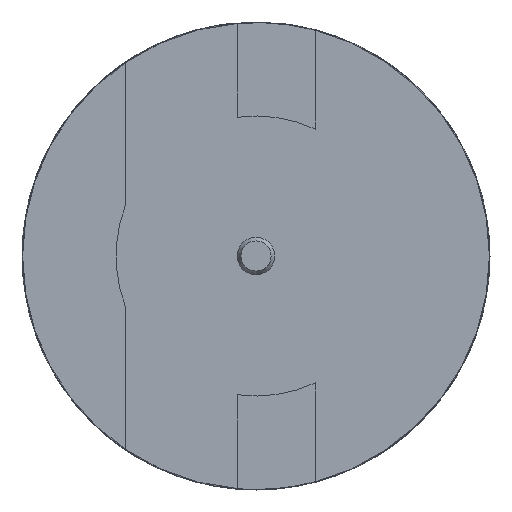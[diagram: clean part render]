
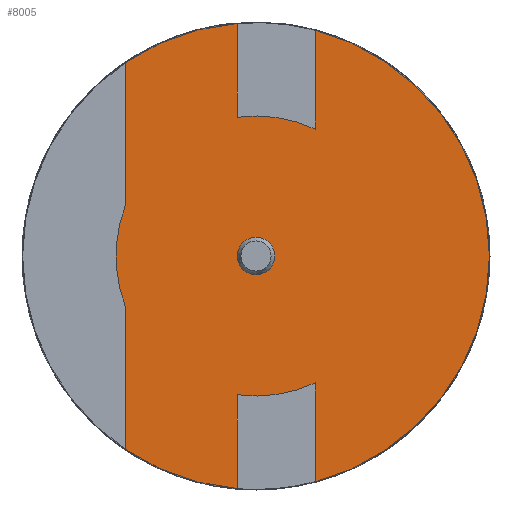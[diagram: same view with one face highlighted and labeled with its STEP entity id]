
A CAD part, front view. The second image highlights one B-rep face of the part: STEP entity #8005.
In plain terms, the highlighted planar face has unit normal (0, -1, 0).
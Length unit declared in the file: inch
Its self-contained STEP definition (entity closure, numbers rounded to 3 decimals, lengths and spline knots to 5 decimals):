
#16 = VERTEX_POINT ( 'NONE', #4121 ) ;
#94 = EDGE_LOOP ( 'NONE', ( #5385, #1305, #7143, #6360, #7867, #1159, #6278, #765, #6062, #458, #7729, #329 ) ) ;
#130 = AXIS2_PLACEMENT_3D ( 'NONE', #8165, #3060, #7326 ) ;
#260 = CIRCLE ( 'NONE', #3148, 0.08858 ) ;
#273 = CARTESIAN_POINT ( 'NONE',  ( -0.01181, -0.05906, 0.14716 ) ) ;
#329 = ORIENTED_EDGE ( 'NONE', *, *, #5332, .F. ) ;
#372 = VECTOR ( 'NONE', #5108, 39.37008 ) ;
#432 = CARTESIAN_POINT ( 'NONE',  ( 0.0374, -0.05906, -0.0803 ) ) ;
#458 = ORIENTED_EDGE ( 'NONE', *, *, #6228, .F. ) ;
#548 = VERTEX_POINT ( 'NONE', #1989 ) ;
#765 = ORIENTED_EDGE ( 'NONE', *, *, #7108, .F. ) ;
#897 = CIRCLE ( 'NONE', #130, 0.14764 ) ;
#919 = FACE_OUTER_BOUND ( 'NONE', #94, .T. ) ;
#975 = CARTESIAN_POINT ( 'NONE',  ( 0.0374, -0.05906, 0.0803 ) ) ;
#989 = LINE ( 'NONE', #6948, #8376 ) ;
#1039 = EDGE_CURVE ( 'NONE', #2603, #9037, #4728, .T. ) ;
#1064 = ORIENTED_EDGE ( 'NONE', *, *, #8772, .T. ) ;
#1150 = DIRECTION ( 'NONE',  ( 0., 0., 1. ) ) ;
#1156 = CARTESIAN_POINT ( 'NONE',  ( 0.0374, -0.05906, 0.0803 ) ) ;
#1159 = ORIENTED_EDGE ( 'NONE', *, *, #3198, .F. ) ;
#1160 = EDGE_CURVE ( 'NONE', #2603, #2057, #8699, .T. ) ;
#1305 = ORIENTED_EDGE ( 'NONE', *, *, #9354, .F. ) ;
#1434 = DIRECTION ( 'NONE',  ( 0., -1., 0. ) ) ;
#1549 = DIRECTION ( 'NONE',  ( 0., 0., 1. ) ) ;
#1590 = PLANE ( 'NONE',  #7231 ) ;
#1687 = LINE ( 'NONE', #975, #6621 ) ;
#1728 = DIRECTION ( 'NONE',  ( 1., 0., 0. ) ) ;
#1741 = CIRCLE ( 'NONE', #2802, 0.08858 ) ;
#1774 = CARTESIAN_POINT ( 'NONE',  ( -0.01181, -0.05906, 0.08779 ) ) ;
#1989 = CARTESIAN_POINT ( 'NONE',  ( 0., -0.05906, 0.01181 ) ) ;
#2057 = VERTEX_POINT ( 'NONE', #6438 ) ;
#2429 = VERTEX_POINT ( 'NONE', #273 ) ;
#2467 = CARTESIAN_POINT ( 'NONE',  ( -0.08268, -0.05906, 0.0318 ) ) ;
#2506 = AXIS2_PLACEMENT_3D ( 'NONE', #7674, #1434, #8522 ) ;
#2603 = VERTEX_POINT ( 'NONE', #8406 ) ;
#2745 = VERTEX_POINT ( 'NONE', #9119 ) ;
#2791 = DIRECTION ( 'NONE',  ( 1., 0., 0. ) ) ;
#2802 = AXIS2_PLACEMENT_3D ( 'NONE', #6492, #5118, #8018 ) ;
#2815 = AXIS2_PLACEMENT_3D ( 'NONE', #4354, #8712, #3738 ) ;
#2990 = CARTESIAN_POINT ( 'NONE',  ( 0., -0.05906, 0. ) ) ;
#3006 = CARTESIAN_POINT ( 'NONE',  ( -0.01181, -0.05906, -0.08779 ) ) ;
#3060 = DIRECTION ( 'NONE',  ( 0., -1., 0. ) ) ;
#3148 = AXIS2_PLACEMENT_3D ( 'NONE', #6415, #4904, #2791 ) ;
#3198 = EDGE_CURVE ( 'NONE', #4609, #2057, #8723, .T. ) ;
#3277 = CIRCLE ( 'NONE', #4174, 0.14764 ) ;
#3293 = DIRECTION ( 'NONE',  ( 0., 1., 0. ) ) ;
#3308 = CARTESIAN_POINT ( 'NONE',  ( -0.08268, -0.05906, -0.0318 ) ) ;
#3314 = EDGE_CURVE ( 'NONE', #9037, #4634, #1741, .T. ) ;
#3322 = AXIS2_PLACEMENT_3D ( 'NONE', #6980, #3293, #6164 ) ;
#3346 = LINE ( 'NONE', #4803, #6159 ) ;
#3495 = DIRECTION ( 'NONE',  ( 0., 0., 1. ) ) ;
#3651 = LINE ( 'NONE', #3833, #372 ) ;
#3738 = DIRECTION ( 'NONE',  ( 0., 0., 1. ) ) ;
#3793 = CARTESIAN_POINT ( 'NONE',  ( -0.01181, -0.05906, -0.08779 ) ) ;
#3833 = CARTESIAN_POINT ( 'NONE',  ( 0.0374, -0.05906, -0.15297 ) ) ;
#4121 = CARTESIAN_POINT ( 'NONE',  ( -0.08268, -0.05906, 0.12232 ) ) ;
#4174 = AXIS2_PLACEMENT_3D ( 'NONE', #2990, #5006, #4485 ) ;
#4189 = DIRECTION ( 'NONE',  ( 0., 0., -1. ) ) ;
#4354 = CARTESIAN_POINT ( 'NONE',  ( 0., -0.05906, 0. ) ) ;
#4485 = DIRECTION ( 'NONE',  ( 0., 0., 1. ) ) ;
#4609 = VERTEX_POINT ( 'NONE', #3006 ) ;
#4634 = VERTEX_POINT ( 'NONE', #2467 ) ;
#4728 = LINE ( 'NONE', #7627, #9304 ) ;
#4803 = CARTESIAN_POINT ( 'NONE',  ( -0.01181, -0.05906, 0.17717 ) ) ;
#4904 = DIRECTION ( 'NONE',  ( 0., 1., 0. ) ) ;
#4975 = EDGE_CURVE ( 'NONE', #2429, #16, #3277, .T. ) ;
#5006 = DIRECTION ( 'NONE',  ( 0., -1., 0. ) ) ;
#5072 = DIRECTION ( 'NONE',  ( 0., 0., -1. ) ) ;
#5108 = DIRECTION ( 'NONE',  ( 0., 0., 1. ) ) ;
#5118 = DIRECTION ( 'NONE',  ( 0., 1., 0. ) ) ;
#5332 = EDGE_CURVE ( 'NONE', #2429, #8184, #3346, .T. ) ;
#5385 = ORIENTED_EDGE ( 'NONE', *, *, #4975, .T. ) ;
#6062 = ORIENTED_EDGE ( 'NONE', *, *, #6280, .T. ) ;
#6159 = VECTOR ( 'NONE', #4189, 39.37008 ) ;
#6164 = DIRECTION ( 'NONE',  ( 1., 0., 0. ) ) ;
#6216 = EDGE_LOOP ( 'NONE', ( #1064 ) ) ;
#6228 = EDGE_CURVE ( 'NONE', #8258, #8118, #1687, .T. ) ;
#6278 = ORIENTED_EDGE ( 'NONE', *, *, #6641, .F. ) ;
#6280 = EDGE_CURVE ( 'NONE', #2745, #8118, #897, .T. ) ;
#6360 = ORIENTED_EDGE ( 'NONE', *, *, #1039, .F. ) ;
#6415 = CARTESIAN_POINT ( 'NONE',  ( 0., -0.05906, 0. ) ) ;
#6438 = CARTESIAN_POINT ( 'NONE',  ( -0.01181, -0.05906, -0.14716 ) ) ;
#6492 = CARTESIAN_POINT ( 'NONE',  ( 0., -0.05906, 0. ) ) ;
#6621 = VECTOR ( 'NONE', #1549, 39.37008 ) ;
#6641 = EDGE_CURVE ( 'NONE', #8082, #4609, #7399, .T. ) ;
#6823 = CARTESIAN_POINT ( 'NONE',  ( 0.0374, -0.05906, 0.14282 ) ) ;
#6885 = CIRCLE ( 'NONE', #2815, 0.01181 ) ;
#6948 = CARTESIAN_POINT ( 'NONE',  ( -0.08268, -0.05906, 0.0318 ) ) ;
#6980 = CARTESIAN_POINT ( 'NONE',  ( 0., -0.05906, 0. ) ) ;
#7108 = EDGE_CURVE ( 'NONE', #2745, #8082, #3651, .T. ) ;
#7143 = ORIENTED_EDGE ( 'NONE', *, *, #3314, .F. ) ;
#7231 = AXIS2_PLACEMENT_3D ( 'NONE', #7453, #8604, #1728 ) ;
#7326 = DIRECTION ( 'NONE',  ( 0., 0., 1. ) ) ;
#7399 = CIRCLE ( 'NONE', #3322, 0.08858 ) ;
#7453 = CARTESIAN_POINT ( 'NONE',  ( 0., -0.05906, 0. ) ) ;
#7627 = CARTESIAN_POINT ( 'NONE',  ( -0.08268, -0.05906, -0.17717 ) ) ;
#7674 = CARTESIAN_POINT ( 'NONE',  ( 0., -0.05906, 0. ) ) ;
#7729 = ORIENTED_EDGE ( 'NONE', *, *, #7763, .F. ) ;
#7763 = EDGE_CURVE ( 'NONE', #8184, #8258, #260, .T. ) ;
#7867 = ORIENTED_EDGE ( 'NONE', *, *, #1160, .T. ) ;
#8005 = ADVANCED_FACE ( 'NONE', ( #8116, #919 ), #1590, .F. ) ;
#8018 = DIRECTION ( 'NONE',  ( 1., 0., 0. ) ) ;
#8082 = VERTEX_POINT ( 'NONE', #432 ) ;
#8116 = FACE_BOUND ( 'NONE', #6216, .T. ) ;
#8118 = VERTEX_POINT ( 'NONE', #6823 ) ;
#8165 = CARTESIAN_POINT ( 'NONE',  ( 0., -0.05906, 0. ) ) ;
#8184 = VERTEX_POINT ( 'NONE', #1774 ) ;
#8235 = VECTOR ( 'NONE', #5072, 39.37008 ) ;
#8258 = VERTEX_POINT ( 'NONE', #1156 ) ;
#8376 = VECTOR ( 'NONE', #3495, 39.37008 ) ;
#8406 = CARTESIAN_POINT ( 'NONE',  ( -0.08268, -0.05906, -0.12232 ) ) ;
#8522 = DIRECTION ( 'NONE',  ( 0., 0., 1. ) ) ;
#8604 = DIRECTION ( 'NONE',  ( 0., 1., 0. ) ) ;
#8699 = CIRCLE ( 'NONE', #2506, 0.14764 ) ;
#8712 = DIRECTION ( 'NONE',  ( 0., 1., 0. ) ) ;
#8723 = LINE ( 'NONE', #3793, #8235 ) ;
#8772 = EDGE_CURVE ( 'NONE', #548, #548, #6885, .T. ) ;
#9037 = VERTEX_POINT ( 'NONE', #3308 ) ;
#9119 = CARTESIAN_POINT ( 'NONE',  ( 0.0374, -0.05906, -0.14282 ) ) ;
#9304 = VECTOR ( 'NONE', #1150, 39.37008 ) ;
#9354 = EDGE_CURVE ( 'NONE', #4634, #16, #989, .T. ) ;
